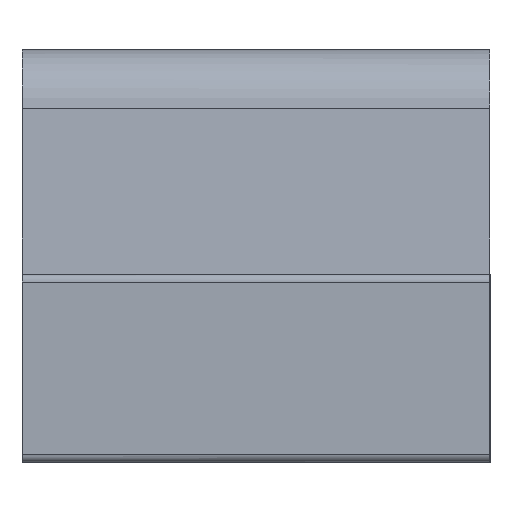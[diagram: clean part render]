
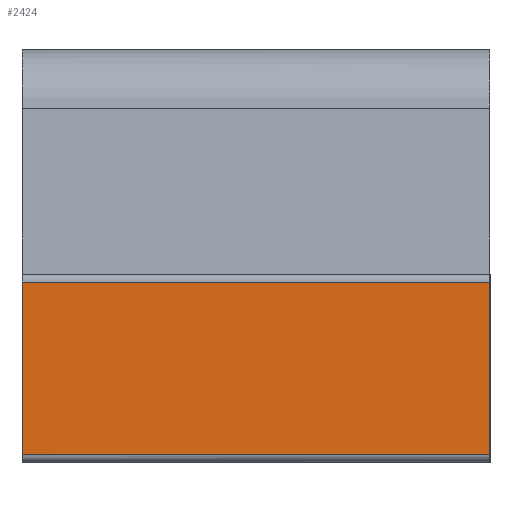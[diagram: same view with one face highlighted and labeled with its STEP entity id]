
A CAD part, left-side view. The second image highlights one B-rep face of the part: STEP entity #2424.
In plain terms, the highlighted planar face has unit normal (-1, 0, 0).
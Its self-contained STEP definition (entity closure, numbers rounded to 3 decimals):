
#18 = CARTESIAN_POINT ( 'NONE',  ( -1.001, 0.625, 0.48 ) ) ;
#30 = CARTESIAN_POINT ( 'NONE',  ( -1.001, 0.625, 0.327 ) ) ;
#48 = ORIENTED_EDGE ( 'NONE', *, *, #2303, .F. ) ;
#58 = CARTESIAN_POINT ( 'NONE',  ( -1.001, 0.208, 0.48 ) ) ;
#120 = CARTESIAN_POINT ( 'NONE',  ( -1.001, -0.625, 0.02 ) ) ;
#227 = CARTESIAN_POINT ( 'NONE',  ( -1.001, -0.625, 0.48 ) ) ;
#254 = CARTESIAN_POINT ( 'NONE',  ( -1.001, -0.208, 0.48 ) ) ;
#310 = ORIENTED_EDGE ( 'NONE', *, *, #808, .F. ) ;
#492 = DIRECTION ( 'NONE',  ( 0., 0., 1. ) ) ;
#515 = CARTESIAN_POINT ( 'NONE',  ( -1.001, -0.625, 0.02 ) ) ;
#604 = EDGE_CURVE ( 'NONE', #1358, #870, #1005, .T. ) ;
#658 = CARTESIAN_POINT ( 'NONE',  ( -1.001, -0.625, 0.02 ) ) ;
#660 = B_SPLINE_CURVE_WITH_KNOTS ( 'NONE', 3,
 ( #120, #1502, #2054, #1668 ),
 .UNSPECIFIED., .F., .F.,
 ( 4, 4 ),
 ( 0., 1. ),
 .UNSPECIFIED. ) ;
#785 = CARTESIAN_POINT ( 'NONE',  ( -1.001, 0.625, 0.02 ) ) ;
#808 = EDGE_CURVE ( 'NONE', #974, #1358, #660, .T. ) ;
#870 = VERTEX_POINT ( 'NONE', #1836 ) ;
#887 = CARTESIAN_POINT ( 'NONE',  ( -1.001, -0.625, 0.327 ) ) ;
#933 = B_SPLINE_CURVE_WITH_KNOTS ( 'NONE', 3,
 ( #1974, #58, #254, #227 ),
 .UNSPECIFIED., .F., .F.,
 ( 4, 4 ),
 ( 0., 1. ),
 .UNSPECIFIED. ) ;
#974 = VERTEX_POINT ( 'NONE', #2298 ) ;
#1005 = B_SPLINE_CURVE_WITH_KNOTS ( 'NONE', 3,
 ( #785, #1967, #30, #18 ),
 .UNSPECIFIED., .F., .F.,
 ( 4, 4 ),
 ( 0., 1. ),
 .UNSPECIFIED. ) ;
#1031 = EDGE_CURVE ( 'NONE', #974, #2093, #1234, .T. ) ;
#1147 = ORIENTED_EDGE ( 'NONE', *, *, #604, .F. ) ;
#1204 = ORIENTED_EDGE ( 'NONE', *, *, #1031, .T. ) ;
#1234 = B_SPLINE_CURVE_WITH_KNOTS ( 'NONE', 3,
 ( #658, #1818, #887, #1661 ),
 .UNSPECIFIED., .F., .F.,
 ( 4, 4 ),
 ( 0., 1. ),
 .UNSPECIFIED. ) ;
#1308 = PLANE ( 'NONE',  #1383 ) ;
#1358 = VERTEX_POINT ( 'NONE', #2289 ) ;
#1383 = AXIS2_PLACEMENT_3D ( 'NONE', #515, #2445, #492 ) ;
#1502 = CARTESIAN_POINT ( 'NONE',  ( -1.001, -0.208, 0.02 ) ) ;
#1661 = CARTESIAN_POINT ( 'NONE',  ( -1.001, -0.625, 0.48 ) ) ;
#1668 = CARTESIAN_POINT ( 'NONE',  ( -1.001, 0.625, 0.02 ) ) ;
#1818 = CARTESIAN_POINT ( 'NONE',  ( -1.001, -0.625, 0.173 ) ) ;
#1836 = CARTESIAN_POINT ( 'NONE',  ( -1.001, 0.625, 0.48 ) ) ;
#1967 = CARTESIAN_POINT ( 'NONE',  ( -1.001, 0.625, 0.173 ) ) ;
#1974 = CARTESIAN_POINT ( 'NONE',  ( -1.001, 0.625, 0.48 ) ) ;
#2011 = CARTESIAN_POINT ( 'NONE',  ( -1.001, -0.625, 0.48 ) ) ;
#2054 = CARTESIAN_POINT ( 'NONE',  ( -1.001, 0.208, 0.02 ) ) ;
#2093 = VERTEX_POINT ( 'NONE', #2011 ) ;
#2289 = CARTESIAN_POINT ( 'NONE',  ( -1.001, 0.625, 0.02 ) ) ;
#2297 = EDGE_LOOP ( 'NONE', ( #1147, #310, #1204, #48 ) ) ;
#2298 = CARTESIAN_POINT ( 'NONE',  ( -1.001, -0.625, 0.02 ) ) ;
#2303 = EDGE_CURVE ( 'NONE', #870, #2093, #933, .T. ) ;
#2424 = ADVANCED_FACE ( 'NONE', ( #2455 ), #1308, .T. ) ;
#2445 = DIRECTION ( 'NONE',  ( -1., 0., 0. ) ) ;
#2455 = FACE_OUTER_BOUND ( 'NONE', #2297, .T. ) ;
